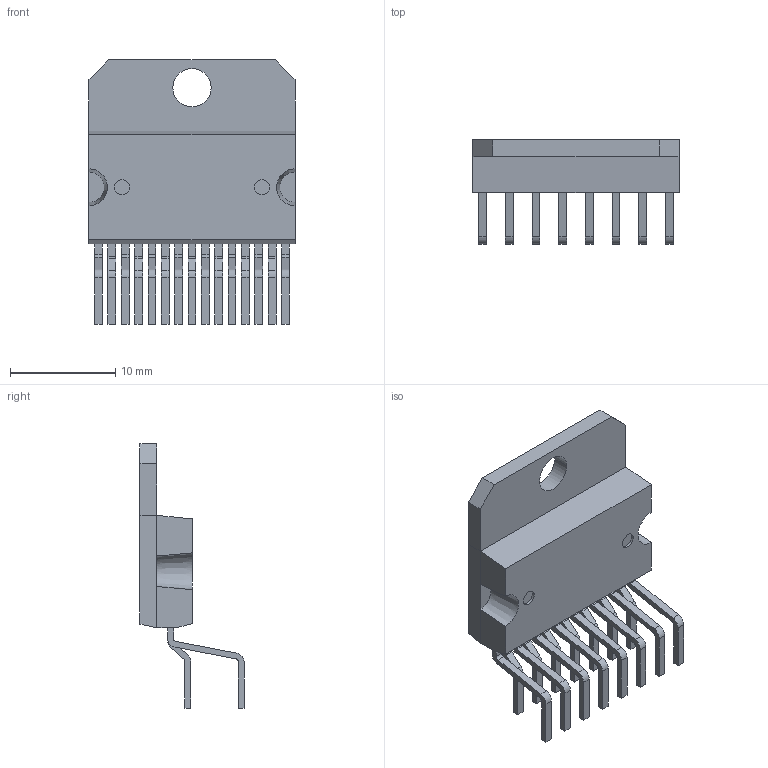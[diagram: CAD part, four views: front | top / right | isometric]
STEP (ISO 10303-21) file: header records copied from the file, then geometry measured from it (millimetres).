
FILE_DESCRIPTION((''),'2;1');
FILE_NAME('ST_MULTIWATT15-V.stp','2013-11-27T13:40:05',(''),(''),'Mechanical Desktop 2011','Mechanical Desktop 2011',', , ');
FILE_SCHEMA(('AUTOMOTIVE_DESIGN { 1 2 10303 214 1 1 1 1 }'));
Length unit declared in the file: millimetre
Products named in the file (1): Product
Bounding box: 19.6 x 9.9 x 25.15 mm (x, y, z)
Volume: 1254.5 mm3; surface area: 1888 mm2
Topology: 18 solids, 18 shells, 243 faces, 615 edges, 410 vertices
Faces by surface type: plane 175, cylinder 66, cone 2
Entity records: 7324 total; most frequent: CARTESIAN_POINT 1269, DIRECTION 1239, ORIENTED_EDGE 1230, EDGE_CURVE 615, VECTOR 479, LINE 479, VERTEX_POINT 410, AXIS2_PLACEMENT_3D 380
